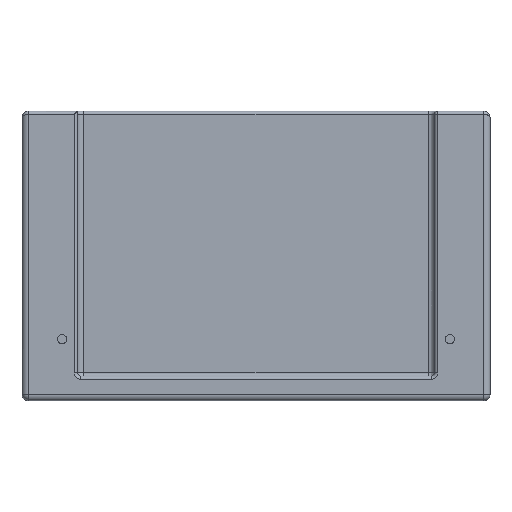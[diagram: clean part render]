
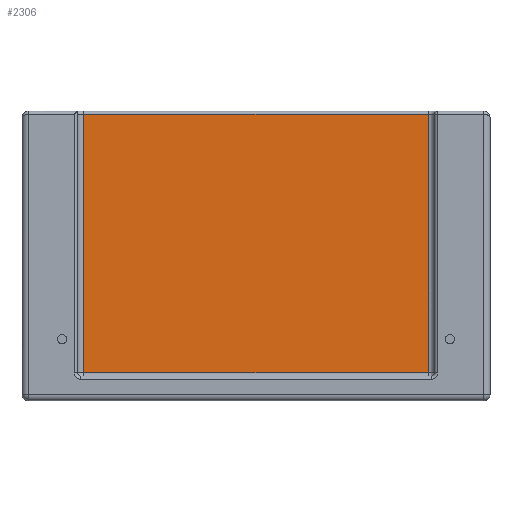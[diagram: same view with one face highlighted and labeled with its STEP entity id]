
A CAD part, front view. The second image highlights one B-rep face of the part: STEP entity #2306.
In plain terms, the highlighted planar face has unit normal (0, -1, 0).
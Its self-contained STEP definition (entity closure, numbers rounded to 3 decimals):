
#234=FACE_OUTER_BOUND('',#3496,.T.);
#2306=ADVANCED_FACE('',(#234),#2514,.F.);
#2514=PLANE('',#6531);
#2548=LINE('',#9555,#2760);
#2549=LINE('',#9558,#2761);
#2550=LINE('',#9560,#2762);
#2551=LINE('',#9562,#2763);
#2760=VECTOR('',#7234,1.);
#2761=VECTOR('',#7235,1.);
#2762=VECTOR('',#7236,1.);
#2763=VECTOR('',#7237,1.);
#3496=EDGE_LOOP('',(#3767,#3768,#3769,#3770));
#3767=ORIENTED_EDGE('',*,*,#5535,.T.);
#3768=ORIENTED_EDGE('',*,*,#5536,.T.);
#3769=ORIENTED_EDGE('',*,*,#5537,.T.);
#3770=ORIENTED_EDGE('',*,*,#5538,.T.);
#4651=VERTEX_POINT('',#9556);
#4652=VERTEX_POINT('',#9557);
#4653=VERTEX_POINT('',#9559);
#4654=VERTEX_POINT('',#9561);
#5535=EDGE_CURVE('',#4651,#4652,#2548,.T.);
#5536=EDGE_CURVE('',#4652,#4653,#2549,.T.);
#5537=EDGE_CURVE('',#4653,#4654,#2550,.T.);
#5538=EDGE_CURVE('',#4654,#4651,#2551,.T.);
#6531=AXIS2_PLACEMENT_3D('',#9563,#7238,#7239);
#7234=DIRECTION('',(0.,0.,-1.));
#7235=DIRECTION('',(1.,0.,0.));
#7236=DIRECTION('',(0.,0.,1.));
#7237=DIRECTION('',(-1.,0.,0.));
#7238=DIRECTION('',(0.,1.,0.));
#7239=DIRECTION('',(-1.,0.,0.));
#9555=CARTESIAN_POINT('',(10.,13.,0.));
#9556=CARTESIAN_POINT('',(10.,13.,42.5));
#9557=CARTESIAN_POINT('',(10.,13.,0.5));
#9558=CARTESIAN_POINT('',(66.,13.,0.5));
#9559=CARTESIAN_POINT('',(66.,13.,0.5));
#9560=CARTESIAN_POINT('',(66.,13.,43.));
#9561=CARTESIAN_POINT('',(66.,13.,42.5));
#9562=CARTESIAN_POINT('',(9.,13.,42.5));
#9563=CARTESIAN_POINT('',(9.,13.,43.));
